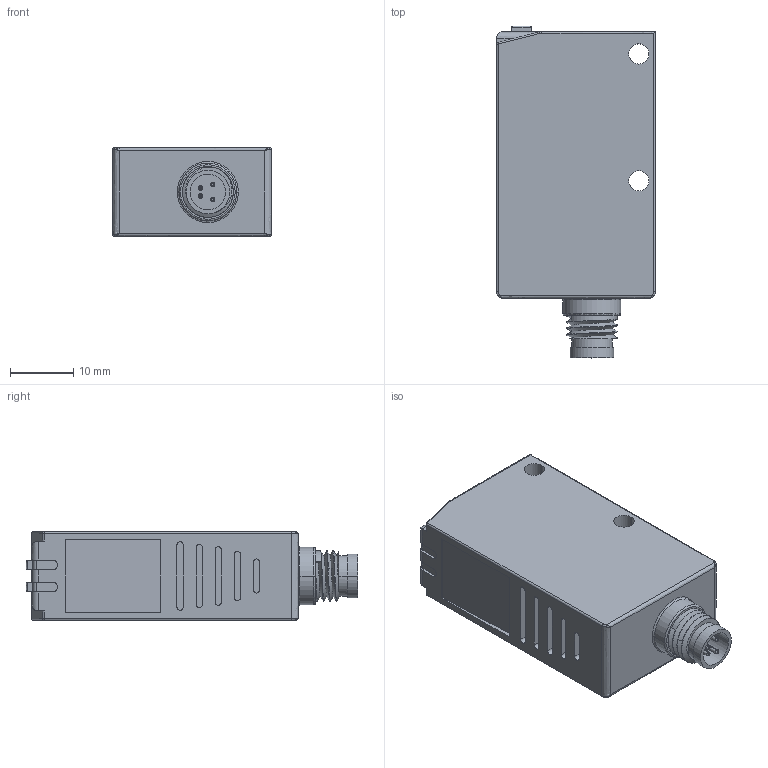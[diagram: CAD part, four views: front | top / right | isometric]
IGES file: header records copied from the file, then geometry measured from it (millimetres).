
Start section:  PTC IGES file: 158543.igs
Global section: file name: 158543.igs; native system: Pro/ENGINEER by Parametric Technology Corporation; preprocessor: 2009141; author: banengservice; organization: Unknown; date: 20110901.071942; units: inch
Bounding box: 25 x 52.3 x 14 mm (x, y, z)
Volume: 14631.6 mm3; surface area: 4733.8 mm2
Topology: 1 solids, 1 shells, 195 faces, 458 edges, 289 vertices
Faces by surface type: revolution 102, bspline 93
